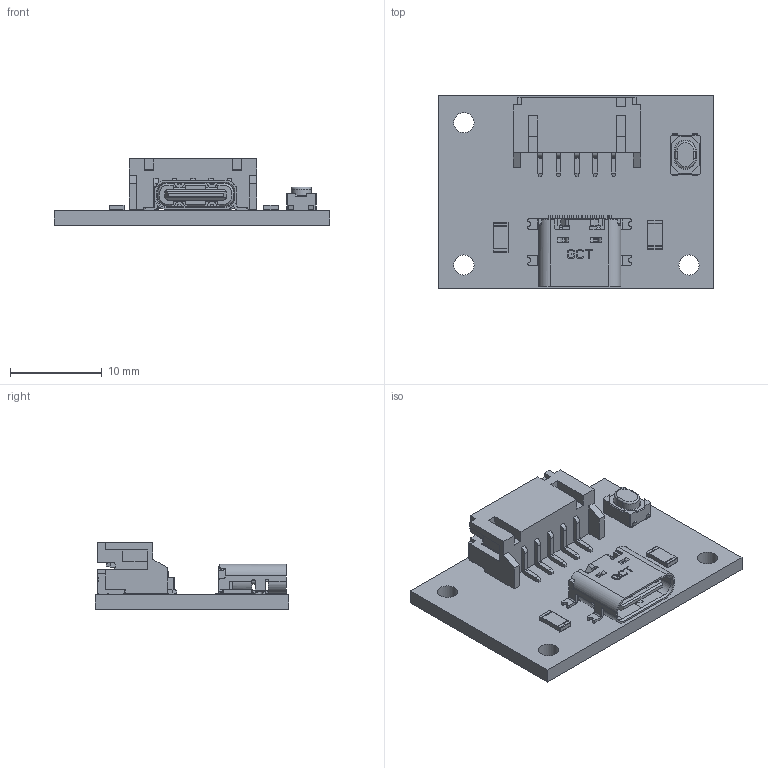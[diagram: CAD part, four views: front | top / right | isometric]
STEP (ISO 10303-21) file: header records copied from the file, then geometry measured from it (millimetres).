
FILE_DESCRIPTION(('KiCad electronic assembly'),'2;1');
FILE_NAME('rp2040_stamp_sculpt_interface.step','2024-05-16T12:51:06',( 'Pcbnew'),('Kicad'),'Open CASCADE STEP processor 7.7', 'KiCad to STEP converter','Unknown');
FILE_SCHEMA(('AUTOMOTIVE_DESIGN { 1 0 10303 214 1 1 1 1 }'));
Length unit declared in the file: millimetre
Products named in the file (10): rp2040_stamp_sculpt_interface 1; S5B-PH-SM4-TB; USB4110_GF_A; USB4110-GF-A_revB; 434133025816; 434133025816 v4; R_1206_3216Metric; rp2040_stamp_sculpt_interface_PCB
Assembly tree (10 placements, depth 3):
  rp2040_stamp_sculpt_interface 1
    S5B-PH-SM4-TB
      S5B-PH-SM4-TB
    USB4110_GF_A
      USB4110-GF-A_revB
    434133025816
      434133025816 v4
    R_1206_3216Metric  x2
      R_1206_3216Metric
    rp2040_stamp_sculpt_interface_PCB
Bounding box: 30 x 21.1 x 7.25 mm (x, y, z)
Volume: 1384.2 mm3; surface area: 2763.1 mm2
Topology: 13 solids, 13 shells, 1185 faces, 3352 edges, 2169 vertices
Faces by surface type: plane 927, cylinder 219, cone 27, bspline 10, torus 2
Full cylindrical faces by diameter (mm): 0.65 x2, 2.2 x3
Entity records: 38523 total; most frequent: CARTESIAN_POINT 8107, ORIENTED_EDGE 6568, DIRECTION 5690, EDGE_CURVE 3284, LINE 2570, VECTOR 2570, VERTEX_POINT 2125, AXIS2_PLACEMENT_3D 1560
